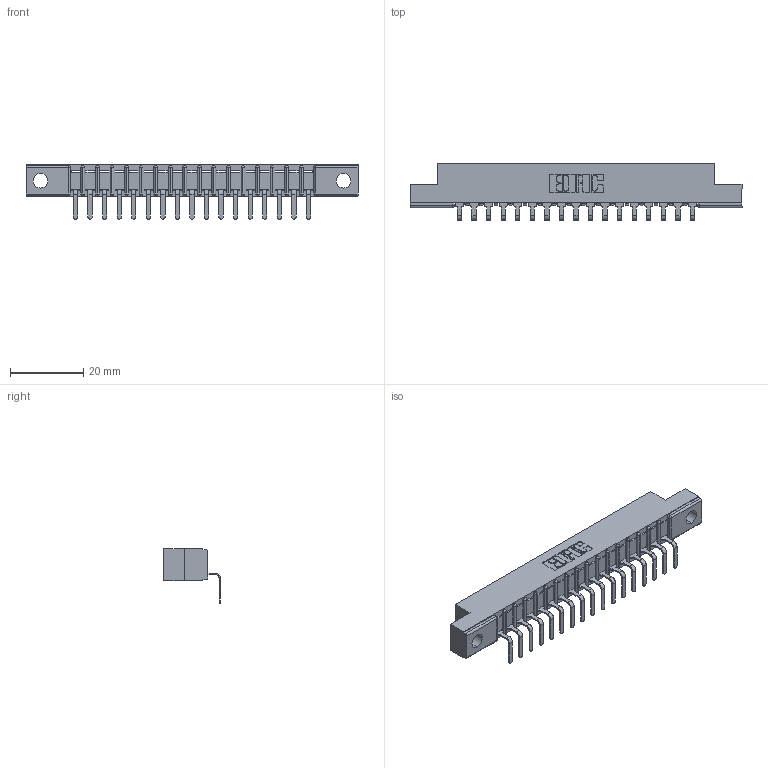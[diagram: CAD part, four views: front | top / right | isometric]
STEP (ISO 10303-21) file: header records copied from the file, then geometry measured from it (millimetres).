
FILE_DESCRIPTION (( 'STEP AP203' ), '1' );
FILE_NAME ('307-017-559-102.STEP', '2019-09-04T16:00:42', ( '' ), ( '' ), 'SwSTEP 2.0', 'SolidWorks 2016', '' );
FILE_SCHEMA (( 'CONFIG_CONTROL_DESIGN' ));
Length unit declared in the file: inch
Products named in the file (3): 307-017-559-102; 307 Part_.128 Dia Mounting Holes; 307-290-001_558 559 - 1 (Single)
Assembly tree (18 placements, depth 2):
  307-017-559-102
    307 Part_.128 Dia Mounting Holes
    307-290-001_558 559 - 1 (Single)  x17
Bounding box: 90.37 x 15.46 x 14.81 mm (x, y, z)
Volume: 5651.2 mm3; surface area: 8522.9 mm2
Topology: 18 solids, 18 shells, 1156 faces, 3281 edges, 2114 vertices
Faces by surface type: plane 733, cylinder 387, sphere 36
Entity records: 17762 total; most frequent: CARTESIAN_POINT 2984, ORIENTED_EDGE 2970, DIRECTION 2917, EDGE_CURVE 1485, VECTOR 1127, LINE 1127, VERTEX_POINT 962, AXIS2_PLACEMENT_3D 895
